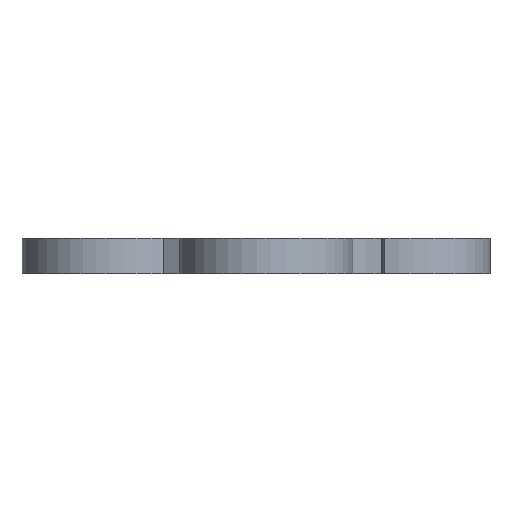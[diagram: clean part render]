
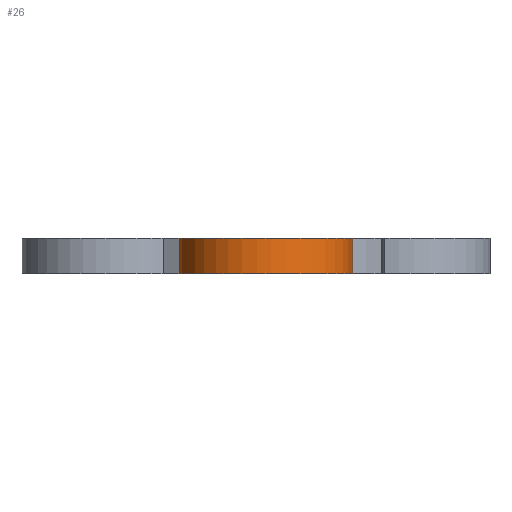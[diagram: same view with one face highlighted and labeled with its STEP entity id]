
A CAD part, front view. The second image highlights one B-rep face of the part: STEP entity #26.
In plain terms, the highlighted cylindrical face has radius 12.052 mm (diameter 24.103 mm), a partial arc.
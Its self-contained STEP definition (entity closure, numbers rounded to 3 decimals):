
#26=ADVANCED_FACE('',(#63),#659,.T.);
#63=FACE_OUTER_BOUND('',#100,.T.);
#100=EDGE_LOOP('',(#155,#156,#157,#158));
#155=ORIENTED_EDGE('',*,*,#345,.T.);
#156=ORIENTED_EDGE('',*,*,#346,.T.);
#157=ORIENTED_EDGE('',*,*,#347,.F.);
#158=ORIENTED_EDGE('',*,*,#343,.F.);
#343=EDGE_CURVE('',#593,#594,#434,.T.);
#345=EDGE_CURVE('',#593,#595,#473,.T.);
#346=EDGE_CURVE('',#595,#596,#435,.T.);
#347=EDGE_CURVE('',#594,#596,#474,.T.);
#434=(
BOUNDED_CURVE()
B_SPLINE_CURVE(1,(#1158,#1159),.UNSPECIFIED.,.F.,.F.)
B_SPLINE_CURVE_WITH_KNOTS((2,2),(0.,5.),.UNSPECIFIED.)
CURVE()
GEOMETRIC_REPRESENTATION_ITEM()
RATIONAL_B_SPLINE_CURVE((1.,1.))
REPRESENTATION_ITEM('')
);
#435=(
BOUNDED_CURVE()
B_SPLINE_CURVE(1,(#1166,#1167),.UNSPECIFIED.,.F.,.F.)
B_SPLINE_CURVE_WITH_KNOTS((2,2),(0.,5.),.UNSPECIFIED.)
CURVE()
GEOMETRIC_REPRESENTATION_ITEM()
RATIONAL_B_SPLINE_CURVE((1.,1.))
REPRESENTATION_ITEM('')
);
#473=TRIMMED_CURVE($,#533,(#1164),(#1165),.T.,.CARTESIAN.);
#474=TRIMMED_CURVE($,#534,(#1169),(#1170),.T.,.CARTESIAN.);
#533=CIRCLE('',#819,12.052);
#534=CIRCLE('',#820,12.052);
#593=VERTEX_POINT('',#1079);
#594=VERTEX_POINT('',#1080);
#595=VERTEX_POINT('',#1081);
#596=VERTEX_POINT('',#1082);
#659=CYLINDRICAL_SURFACE('',#779,12.052);
#779=AXIS2_PLACEMENT_3D('',#1039,#879,$);
#819=AXIS2_PLACEMENT_3D($,#1163,#925,#926);
#820=AXIS2_PLACEMENT_3D($,#1168,#927,#928);
#879=DIRECTION('',(0.,0.,1.));
#925=DIRECTION('',(0.,0.,1.));
#926=DIRECTION('',(-0.996,-0.095,0.));
#927=DIRECTION('',(0.,0.,1.));
#928=DIRECTION('',(-0.996,-0.095,0.));
#1039=CARTESIAN_POINT('',(-69.272,81.419,11.656));
#1079=CARTESIAN_POINT('',(-81.269,80.278,9.156));
#1080=CARTESIAN_POINT('',(-81.269,80.278,14.156));
#1081=CARTESIAN_POINT('',(-58.031,85.763,9.156));
#1082=CARTESIAN_POINT('',(-58.031,85.763,14.156));
#1158=CARTESIAN_POINT('',(-81.269,80.278,9.156));
#1159=CARTESIAN_POINT('',(-81.269,80.278,14.156));
#1163=CARTESIAN_POINT('',(-69.272,81.419,9.156));
#1164=CARTESIAN_POINT('',(-81.269,80.278,9.156));
#1165=CARTESIAN_POINT('',(-58.031,85.763,9.156));
#1166=CARTESIAN_POINT('',(-58.031,85.763,9.156));
#1167=CARTESIAN_POINT('',(-58.031,85.763,14.156));
#1168=CARTESIAN_POINT('',(-69.272,81.419,14.156));
#1169=CARTESIAN_POINT('',(-81.269,80.278,14.156));
#1170=CARTESIAN_POINT('',(-58.031,85.763,14.156));
